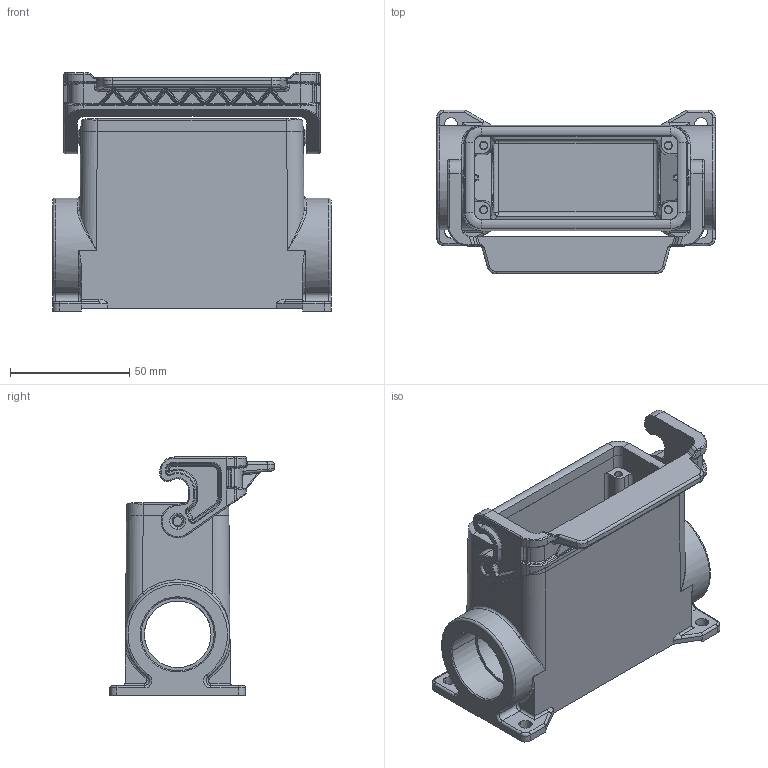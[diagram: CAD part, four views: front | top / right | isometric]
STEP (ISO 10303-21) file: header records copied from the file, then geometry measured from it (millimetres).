
FILE_DESCRIPTION(('Creo Elements/Direct Modeling STEP Export'),'2;1');
FILE_NAME('0ln7uvk5tno45md968','2023-11-15T16:16:45',(''),(''),'Creo Elements/Direct Modeling STEP processor for AP214 (Solid Model)','Creo Elements/Direct Modeling 20.1B 02-Apr-2019 (C) Parametric Technology GmbH','');
FILE_SCHEMA(('AUTOMOTIVE_DESIGN { 1 0 10303 214 1 1 1 1 }'));
Products named in the file (2): JMPAP 16L232
Assembly tree (1 placements, depth 2):
  JMPAP 16L232
    JMPAP 16L232
Bounding box: 117 x 69 x 100 mm (x, y, z)
Volume: 150761.4 mm3; surface area: 64612.6 mm2
Topology: 1 solids, 1 shells, 848 faces, 2098 edges, 1253 vertices
Faces by surface type: cylinder 352, bspline 192, plane 184, torus 80, cone 36, sphere 4
Entity records: 80587 total; most frequent: CARTESIAN_POINT 56286, ORIENTED_EDGE 4176, DIRECTION 2968, EDGE_CURVE 2088, VERTEX_POINT 1253, AXIS2_PLACEMENT_3D 1069, EDGE_LOOP 873, COLOUR_RGB 849
